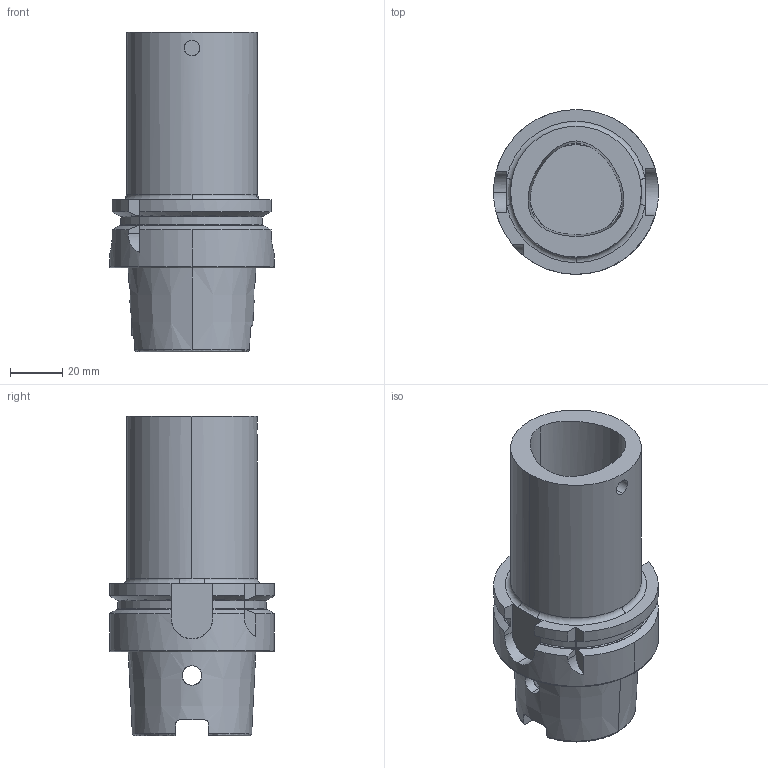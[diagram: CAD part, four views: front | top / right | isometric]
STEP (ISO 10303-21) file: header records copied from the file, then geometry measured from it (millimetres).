
FILE_DESCRIPTION (( 'STEP AP203' ), '1' );
FILE_NAME ('STP-73.501.50.090.STEP', '2021-03-30T01:43:41', ( '' ), ( '' ), 'SwSTEP 2.0', 'SolidWorks 2017', '' );
FILE_SCHEMA (( 'CONFIG_CONTROL_DESIGN' ));
Length unit declared in the file: millimetre
Products named in the file (1): STP-73.501.50.090
Bounding box: 63 x 63 x 122 mm (x, y, z)
Volume: 173776.4 mm3; surface area: 35705.3 mm2
Topology: 1 solids, 1 shells, 118 faces, 310 edges, 196 vertices
Faces by surface type: cylinder 36, plane 36, torus 27, cone 15, bspline 4
Entity records: 4645 total; most frequent: CARTESIAN_POINT 1715, ORIENTED_EDGE 620, DIRECTION 588, EDGE_CURVE 310, AXIS2_PLACEMENT_3D 245, VERTEX_POINT 196, CIRCLE 130, EDGE_LOOP 124
